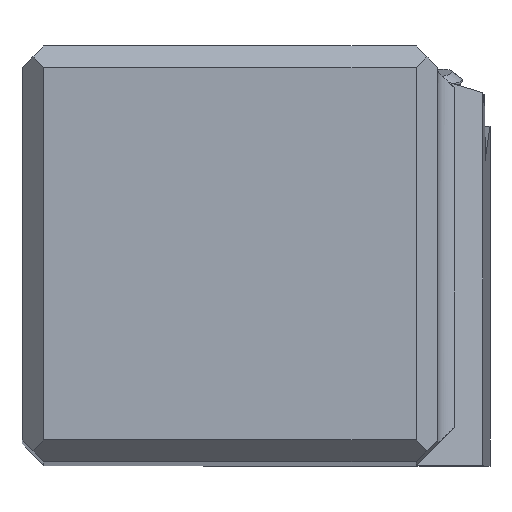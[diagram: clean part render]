
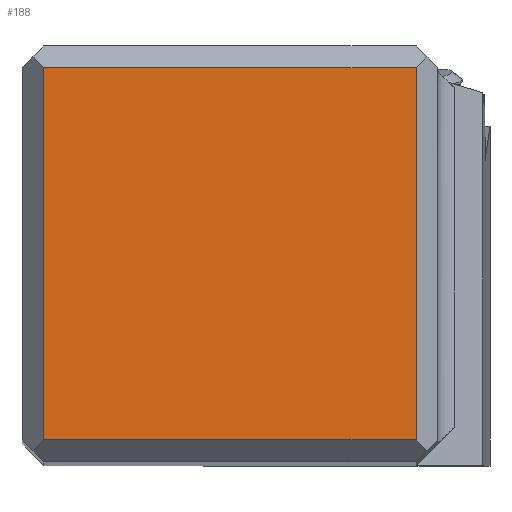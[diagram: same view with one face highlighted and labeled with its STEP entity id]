
A CAD part, top view. The second image highlights one B-rep face of the part: STEP entity #188.
In plain terms, the highlighted planar face has unit normal (0, 0, 1).
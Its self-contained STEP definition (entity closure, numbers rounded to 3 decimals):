
#188=ADVANCED_FACE('',(#292),#249,.T.);
#249=PLANE('',#1442);
#292=FACE_OUTER_BOUND('',#362,.T.);
#362=EDGE_LOOP('',(#602,#603,#604,#605));
#602=ORIENTED_EDGE('',*,*,#985,.F.);
#603=ORIENTED_EDGE('',*,*,#1003,.F.);
#604=ORIENTED_EDGE('',*,*,#1004,.T.);
#605=ORIENTED_EDGE('',*,*,#904,.F.);
#780=VERTEX_POINT('',#1919);
#781=VERTEX_POINT('',#1921);
#834=VERTEX_POINT('',#2089);
#844=VERTEX_POINT('',#2123);
#904=EDGE_CURVE('',#780,#781,#1091,.T.);
#985=EDGE_CURVE('',#834,#780,#1155,.T.);
#1003=EDGE_CURVE('',#844,#834,#1170,.T.);
#1004=EDGE_CURVE('',#844,#781,#1171,.T.);
#1091=LINE('',#1920,#1208);
#1155=LINE('',#2090,#1272);
#1170=LINE('',#2124,#1287);
#1171=LINE('',#2126,#1288);
#1208=VECTOR('',#1541,1.);
#1272=VECTOR('',#1693,1.);
#1287=VECTOR('',#1726,1.);
#1288=VECTOR('',#1729,1.);
#1442=AXIS2_PLACEMENT_3D('',#2127,#1730,#1731);
#1541=DIRECTION('',(-1.,0.,0.));
#1693=DIRECTION('',(0.,-1.,0.));
#1726=DIRECTION('',(1.,0.,0.));
#1729=DIRECTION('',(0.,-1.,0.));
#1730=DIRECTION('',(0.,0.,1.));
#1731=DIRECTION('',(1.,0.,0.));
#1919=CARTESIAN_POINT('',(18.05,1.,0.));
#1920=CARTESIAN_POINT('',(18.05,1.,0.));
#1921=CARTESIAN_POINT('',(1.,1.,0.));
#2089=CARTESIAN_POINT('',(18.05,18.05,0.));
#2090=CARTESIAN_POINT('',(18.05,18.05,0.));
#2123=CARTESIAN_POINT('',(1.,18.05,0.));
#2124=CARTESIAN_POINT('',(1.,18.05,0.));
#2126=CARTESIAN_POINT('',(1.,18.05,0.));
#2127=CARTESIAN_POINT('',(9.525,9.525,0.));
